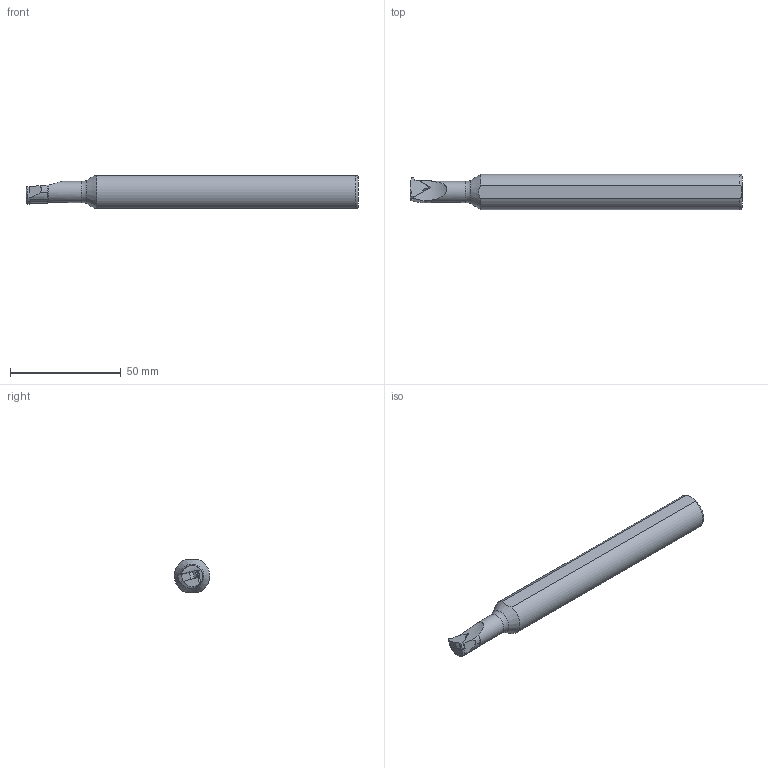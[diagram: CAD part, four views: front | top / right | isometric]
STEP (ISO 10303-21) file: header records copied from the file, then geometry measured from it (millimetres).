
FILE_DESCRIPTION(/* description */ (''),/* implementation_level */ '2;1');
FILE_NAME(/* name */ 'SIL-S16x10M-11.stp',/* time_stamp */ '2023-10-20T08:50:27+03:00',/* author */ (''),/* organization */ (''),/* preprocessor_version */ 'ST-DEVELOPER v19.4',/* originating_system */ 'SIEMENS PLM Software NX2306.3001',/* authorisation */ '');
FILE_SCHEMA (('AUTOMOTIVE_DESIGN { 1 0 10303 214 3 1 1 1 }'));
Length unit declared in the file: millimetre
Products named in the file (1): model3
Bounding box: 150 x 16 x 14.8 mm (x, y, z)
Volume: 25509.5 mm3; surface area: 7330.2 mm2
Topology: 2 solids, 2 shells, 43 faces, 113 edges, 74 vertices
Faces by surface type: plane 23, cylinder 14, cone 2, torus 2, revolution 1, bspline 1
Full cylindrical faces by diameter (mm): 9.5 x1
Entity records: 1980 total; most frequent: CARTESIAN_POINT 643, ORIENTED_EDGE 212, DIRECTION 195, EDGE_CURVE 106, VERTEX_POINT 71, AXIS2_PLACEMENT_3D 68, LINE 58, VECTOR 58
